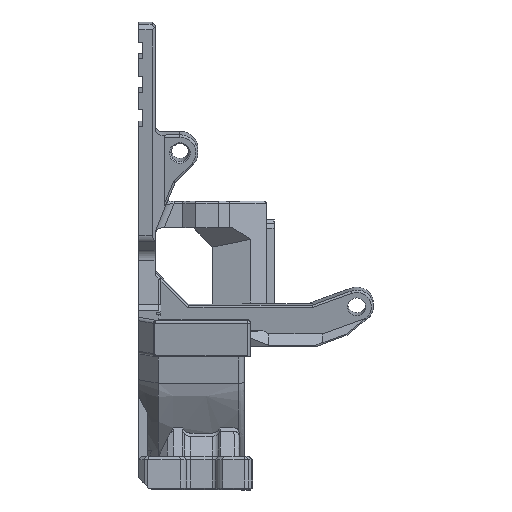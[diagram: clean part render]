
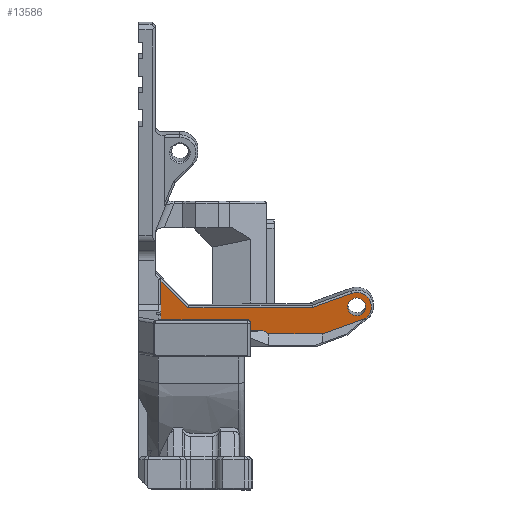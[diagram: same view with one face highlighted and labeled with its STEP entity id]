
A CAD part, left-side view. The second image highlights one B-rep face of the part: STEP entity #13586.
In plain terms, the highlighted planar face has unit normal (-0.985, 0, -0.174).
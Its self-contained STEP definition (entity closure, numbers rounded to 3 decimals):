
#210=FACE_BOUND('',#1634,.T.);
#398=PLANE('',#14527);
#831=FACE_OUTER_BOUND('',#1633,.T.);
#1633=EDGE_LOOP('',(#10079,#10080,#10081,#10082,#10083,#10084,#10085,#10086,
#10087,#10088,#10089,#10090));
#1634=EDGE_LOOP('',(#10091));
#2817=LINE('',#21342,#4087);
#2845=LINE('',#21400,#4115);
#2846=LINE('',#21403,#4116);
#2847=LINE('',#21405,#4117);
#2848=LINE('',#21409,#4118);
#2849=LINE('',#21411,#4119);
#2850=LINE('',#21413,#4120);
#2851=LINE('',#21415,#4121);
#2852=LINE('',#21417,#4122);
#2853=LINE('',#21419,#4123);
#2854=LINE('',#21420,#4124);
#4087=VECTOR('',#16423,10.);
#4115=VECTOR('',#16465,10.);
#4116=VECTOR('',#16468,10.);
#4117=VECTOR('',#16469,10.);
#4118=VECTOR('',#16472,10.);
#4119=VECTOR('',#16473,10.);
#4120=VECTOR('',#16474,10.);
#4121=VECTOR('',#16475,1000.);
#4122=VECTOR('',#16476,10.);
#4123=VECTOR('',#16477,1000.);
#4124=VECTOR('',#16478,10.);
#5365=CIRCLE('',#14509,2.2);
#5370=CIRCLE('',#14528,3.556);
#6113=VERTEX_POINT('',#21285);
#6133=VERTEX_POINT('',#21339);
#6134=VERTEX_POINT('',#21341);
#6157=VERTEX_POINT('',#21398);
#6158=VERTEX_POINT('',#21402);
#6159=VERTEX_POINT('',#21404);
#6160=VERTEX_POINT('',#21406);
#6161=VERTEX_POINT('',#21408);
#6162=VERTEX_POINT('',#21410);
#6163=VERTEX_POINT('',#21412);
#6164=VERTEX_POINT('',#21414);
#6165=VERTEX_POINT('',#21416);
#6166=VERTEX_POINT('',#21418);
#7582=EDGE_CURVE('',#6113,#6113,#5365,.F.);
#7610=EDGE_CURVE('',#6134,#6133,#2817,.T.);
#7639=EDGE_CURVE('',#6133,#6157,#2845,.F.);
#7640=EDGE_CURVE('',#6157,#6158,#2846,.T.);
#7641=EDGE_CURVE('',#6159,#6158,#2847,.F.);
#7642=EDGE_CURVE('',#6160,#6159,#5370,.T.);
#7643=EDGE_CURVE('',#6161,#6160,#2848,.T.);
#7644=EDGE_CURVE('',#6162,#6161,#2849,.T.);
#7645=EDGE_CURVE('',#6163,#6162,#2850,.T.);
#7646=EDGE_CURVE('',#6163,#6164,#2851,.T.);
#7647=EDGE_CURVE('',#6164,#6165,#2852,.F.);
#7648=EDGE_CURVE('',#6166,#6165,#2853,.T.);
#7649=EDGE_CURVE('',#6166,#6134,#2854,.F.);
#10079=ORIENTED_EDGE('',*,*,#7610,.T.);
#10080=ORIENTED_EDGE('',*,*,#7639,.T.);
#10081=ORIENTED_EDGE('',*,*,#7640,.T.);
#10082=ORIENTED_EDGE('',*,*,#7641,.F.);
#10083=ORIENTED_EDGE('',*,*,#7642,.F.);
#10084=ORIENTED_EDGE('',*,*,#7643,.F.);
#10085=ORIENTED_EDGE('',*,*,#7644,.F.);
#10086=ORIENTED_EDGE('',*,*,#7645,.F.);
#10087=ORIENTED_EDGE('',*,*,#7646,.T.);
#10088=ORIENTED_EDGE('',*,*,#7647,.T.);
#10089=ORIENTED_EDGE('',*,*,#7648,.F.);
#10090=ORIENTED_EDGE('',*,*,#7649,.T.);
#10091=ORIENTED_EDGE('',*,*,#7582,.T.);
#13586=ADVANCED_FACE('',(#831,#210),#398,.F.);
#14509=AXIS2_PLACEMENT_3D('',#21286,#16377,#16378);
#14527=AXIS2_PLACEMENT_3D('',#21401,#16466,#16467);
#14528=AXIS2_PLACEMENT_3D('',#21407,#16470,#16471);
#16377=DIRECTION('center_axis',(-0.985,0.,
-0.174));
#16378=DIRECTION('ref_axis',(0.174,0.,-0.985));
#16423=DIRECTION('',(0.092,-0.848,-0.522));
#16465=DIRECTION('',(0.,1.,0.));
#16466=DIRECTION('center_axis',(0.985,0.,
0.174));
#16467=DIRECTION('ref_axis',(0.174,0.,-0.985));
#16468=DIRECTION('',(-0.06,-0.939,0.339));
#16469=DIRECTION('',(0.166,0.3,-0.939));
#16470=DIRECTION('center_axis',(0.985,0.,
0.174));
#16471=DIRECTION('ref_axis',(-0.104,-0.8,0.59));
#16472=DIRECTION('',(-0.06,-0.939,0.339));
#16473=DIRECTION('',(0.,-1.,0.));
#16474=DIRECTION('',(0.123,-0.707,-0.696));
#16475=DIRECTION('',(0.174,0.,-0.985));
#16476=DIRECTION('',(0.,1.,0.));
#16477=DIRECTION('',(0.174,0.,-0.985));
#16478=DIRECTION('',(0.,1.,0.));
#21285=CARTESIAN_POINT('',(-17.646,-57.097,63.29));
#21286=CARTESIAN_POINT('Origin',(-17.264,-57.097,61.123));
#21339=CARTESIAN_POINT('',(-16.106,-35.649,54.554));
#21341=CARTESIAN_POINT('',(-16.254,-34.291,55.391));
#21342=CARTESIAN_POINT('',(-16.791,-29.345,58.438));
#21398=CARTESIAN_POINT('',(-16.106,-48.756,54.554));
#21400=CARTESIAN_POINT('',(-16.106,-25.375,54.554));
#21401=CARTESIAN_POINT('Origin',(-16.147,-19.597,54.785));
#21402=CARTESIAN_POINT('',(-16.773,-59.217,58.337));
#21403=CARTESIAN_POINT('',(-16.008,-47.215,53.997));
#21404=CARTESIAN_POINT('',(-16.768,-59.208,58.306));
#21405=CARTESIAN_POINT('',(-15.157,-56.289,49.171));
#21406=CARTESIAN_POINT('',(-17.844,-55.871,64.41));
#21407=CARTESIAN_POINT('Origin',(-17.264,-57.097,61.123));
#21408=CARTESIAN_POINT('',(-17.236,-46.339,60.964));
#21409=CARTESIAN_POINT('',(-16.724,-38.307,58.06));
#21410=CARTESIAN_POINT('',(-17.236,-16.045,60.964));
#21411=CARTESIAN_POINT('',(-17.236,-19.597,60.964));
#21412=CARTESIAN_POINT('',(-18.373,-9.497,67.412));
#21413=CARTESIAN_POINT('',(-16.755,-18.816,58.235));
#21414=CARTESIAN_POINT('',(-15.927,-9.497,53.541));
#21415=CARTESIAN_POINT('',(-16.147,-9.497,54.785));
#21416=CARTESIAN_POINT('',(-15.927,-29.697,53.541));
#21417=CARTESIAN_POINT('',(-15.927,-19.208,53.541));
#21418=CARTESIAN_POINT('',(-16.254,-29.697,55.391));
#21419=CARTESIAN_POINT('',(-16.147,-29.697,54.785));
#21420=CARTESIAN_POINT('',(-16.254,-18.597,55.391));
